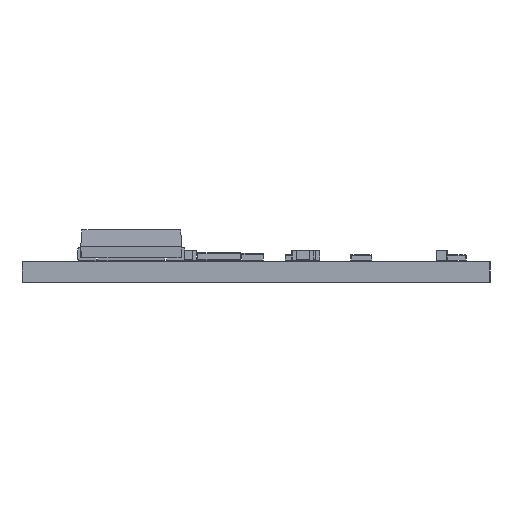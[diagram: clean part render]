
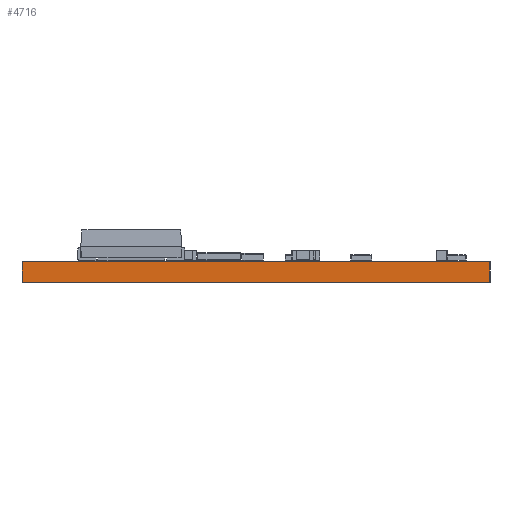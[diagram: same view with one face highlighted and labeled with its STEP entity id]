
A CAD part, left-side view. The second image highlights one B-rep face of the part: STEP entity #4716.
In plain terms, the highlighted planar face has unit normal (-1, 0, 0).
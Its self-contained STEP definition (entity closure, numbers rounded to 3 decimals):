
#4660 = VERTEX_POINT('',#4661);
#4661 = CARTESIAN_POINT('',(77.6,-136.,1.51));
#4667 = EDGE_CURVE('',#4668,#4660,#4670,.T.);
#4668 = VERTEX_POINT('',#4669);
#4669 = CARTESIAN_POINT('',(77.6,-136.,0.));
#4670 = LINE('',#4671,#4672);
#4671 = CARTESIAN_POINT('',(77.6,-136.,0.));
#4672 = VECTOR('',#4673,1.);
#4673 = DIRECTION('',(0.,0.,1.));
#4716 = ADVANCED_FACE('',(#4717),#4742,.T.);
#4717 = FACE_BOUND('',#4718,.T.);
#4718 = EDGE_LOOP('',(#4719,#4720,#4728,#4736));
#4719 = ORIENTED_EDGE('',*,*,#4667,.T.);
#4720 = ORIENTED_EDGE('',*,*,#4721,.T.);
#4721 = EDGE_CURVE('',#4660,#4722,#4724,.T.);
#4722 = VERTEX_POINT('',#4723);
#4723 = CARTESIAN_POINT('',(77.6,-101.,1.51));
#4724 = LINE('',#4725,#4726);
#4725 = CARTESIAN_POINT('',(77.6,-136.,1.51));
#4726 = VECTOR('',#4727,1.);
#4727 = DIRECTION('',(0.,1.,0.));
#4728 = ORIENTED_EDGE('',*,*,#4729,.F.);
#4729 = EDGE_CURVE('',#4730,#4722,#4732,.T.);
#4730 = VERTEX_POINT('',#4731);
#4731 = CARTESIAN_POINT('',(77.6,-101.,0.));
#4732 = LINE('',#4733,#4734);
#4733 = CARTESIAN_POINT('',(77.6,-101.,0.));
#4734 = VECTOR('',#4735,1.);
#4735 = DIRECTION('',(0.,0.,1.));
#4736 = ORIENTED_EDGE('',*,*,#4737,.F.);
#4737 = EDGE_CURVE('',#4668,#4730,#4738,.T.);
#4738 = LINE('',#4739,#4740);
#4739 = CARTESIAN_POINT('',(77.6,-136.,0.));
#4740 = VECTOR('',#4741,1.);
#4741 = DIRECTION('',(0.,1.,0.));
#4742 = PLANE('',#4743);
#4743 = AXIS2_PLACEMENT_3D('',#4744,#4745,#4746);
#4744 = CARTESIAN_POINT('',(77.6,-136.,0.));
#4745 = DIRECTION('',(-1.,0.,0.));
#4746 = DIRECTION('',(0.,1.,0.));
